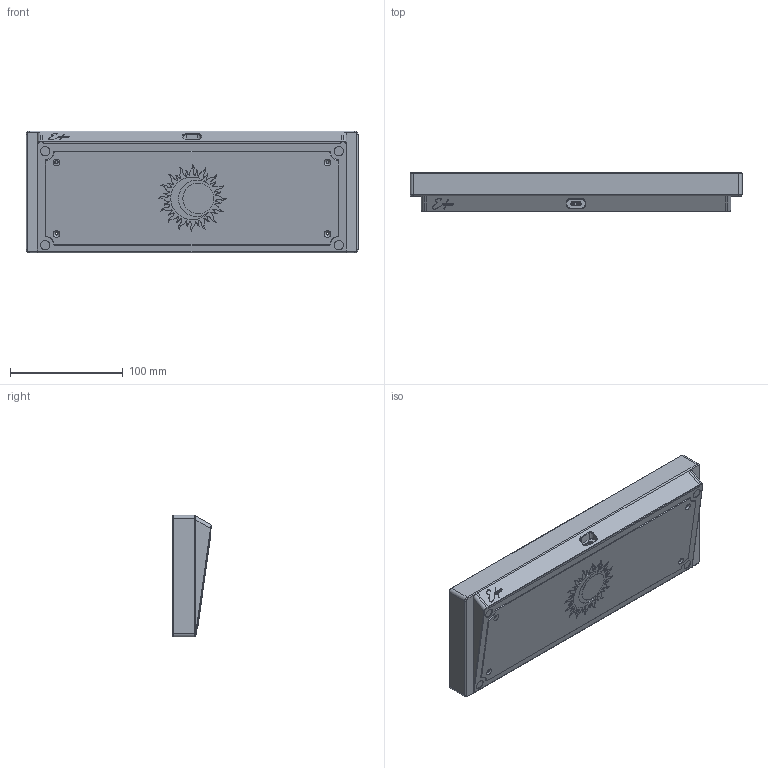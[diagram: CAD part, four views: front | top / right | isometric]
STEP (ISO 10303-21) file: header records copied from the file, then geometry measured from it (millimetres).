
FILE_DESCRIPTION(/* description */ (''),/* implementation_level */ '2;1');
FILE_NAME(/* name */ 'Eclipse60.step',/* time_stamp */ '2022-08-31T19:26:06+07:00',/* author */ (''),/* organization */ (''),/* preprocessor_version */ 'ST-DEVELOPER v19',/* originating_system */ 'Autodesk Translation Framework v11.7.0.108',/* authorisation */ '');
FILE_SCHEMA (('AUTOMOTIVE_DESIGN { 1 0 10303 214 3 1 1 }'));
Length unit declared in the file: millimetre
Products named in the file (1): Eclipse60
Bounding box: 294.7 x 34.59 x 108.2 mm (x, y, z)
Volume: 381000.9 mm3; surface area: 170236.9 mm2
Topology: 12 solids, 12 shells, 1262 faces, 3434 edges, 2240 vertices
Faces by surface type: plane 584, bspline 324, cylinder 316, cone 26, torus 12
Full cylindrical faces by diameter (mm): 0.2 x1, 0.5 x2, 0.65 x2, 1.623 x2, 2.2 x2, 2.529 x8, 3 x8, 6 x4, 8.3 x4
Entity records: 40715 total; most frequent: CARTESIAN_POINT 11273, ORIENTED_EDGE 6868, DIRECTION 5344, EDGE_CURVE 3434, VERTEX_POINT 2240, LINE 2110, VECTOR 2110, AXIS2_PLACEMENT_3D 1617
